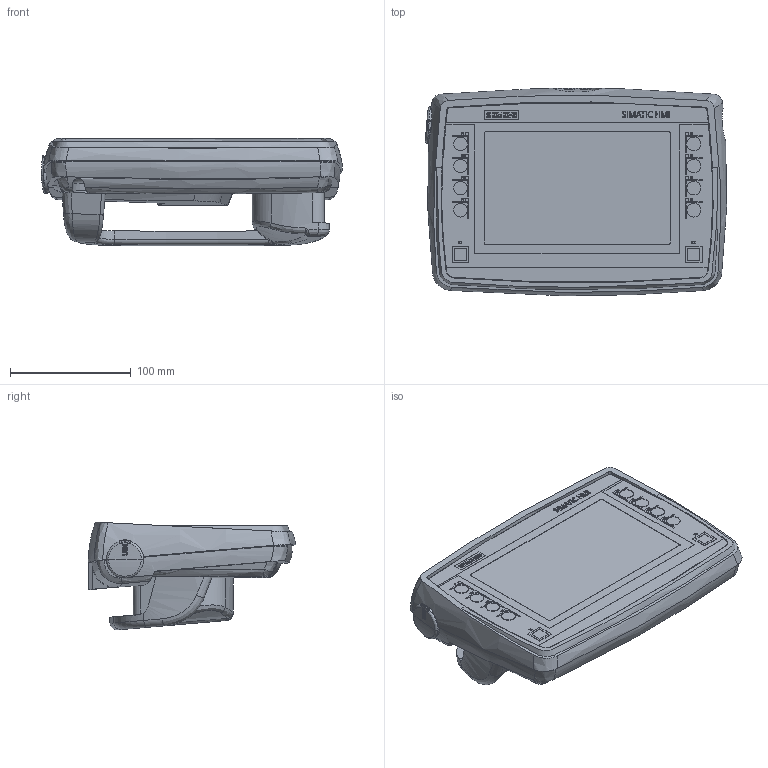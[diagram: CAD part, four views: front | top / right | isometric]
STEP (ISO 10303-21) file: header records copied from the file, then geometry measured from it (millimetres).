
FILE_DESCRIPTION(/* description */ (''),/* implementation_level */ '2;1');
FILE_NAME(/* name */ '6AV2125-2GB03-0AX0_3d.stp',/* time_stamp */ '2024-07-09T08:24:51+02:00',/* author */ (''),/* organization */ (''),/* preprocessor_version */ 'ST-DEVELOPER v18.102',/* originating_system */ 'SIEMENS PLM Software NX 2023',/* authorisation */ '');
FILE_SCHEMA (('AUTOMOTIVE_DESIGN { 1 0 10303 214 3 1 1 1 }'));
Products named in the file (5): A5E44578794A_RS-AA_002_1-USB Cap; A5E44578718A_RS-AA_002_1-Cover; A5E44670240A_RS-AA_002_1-Labeling; A5E44670236A_RS-AA_002_1-Box; A5E36413275A_RS-AA_003_3-CAx_6AV21252GB030AX0
Assembly tree (4 placements, depth 2):
  A5E36413275A_RS-AA_003_3-CAx_6AV21252GB030AX0
    A5E44670236A_RS-AA_002_1-Box
    A5E44670240A_RS-AA_002_1-Labeling
    A5E44578718A_RS-AA_002_1-Cover
    A5E44578794A_RS-AA_002_1-USB Cap
Bounding box: 249.22 x 171.77 x 89.13 mm (x, y, z)
Volume: 1783994.6 mm3; surface area: 161166 mm2
Topology: 102 solids, 102 shells, 1973 faces, 4936 edges, 3249 vertices
Faces by surface type: plane 1423, extrusion 266, cylinder 167, bspline 63, torus 36, cone 10, sphere 6, revolution 2
Full cylindrical faces by diameter (mm): 2.8 x4, 6.5 x4, 11.316 x6, 11.4 x2, 23.3 x1, 27.9 x1, 28.3 x2, 28.562 x1, 39.564 x1
Entity records: 80836 total; most frequent: CARTESIAN_POINT 23707, ORIENTED_EDGE 9776, DIRECTION 6861, EDGE_CURVE 4888, VERTEX_POINT 3239, VECTOR 2749, LINE 2483, B_SPLINE_CURVE_WITH_KNOTS 2264
